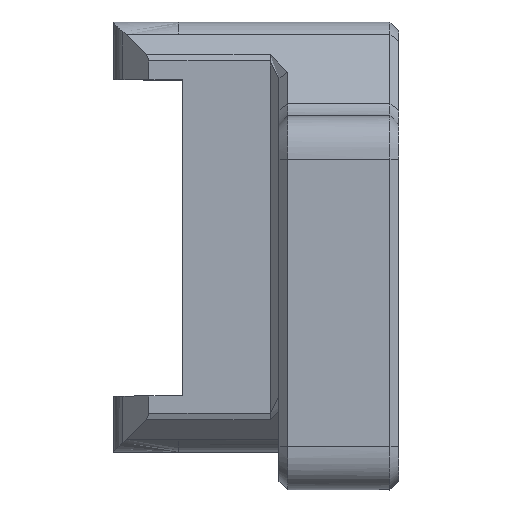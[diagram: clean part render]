
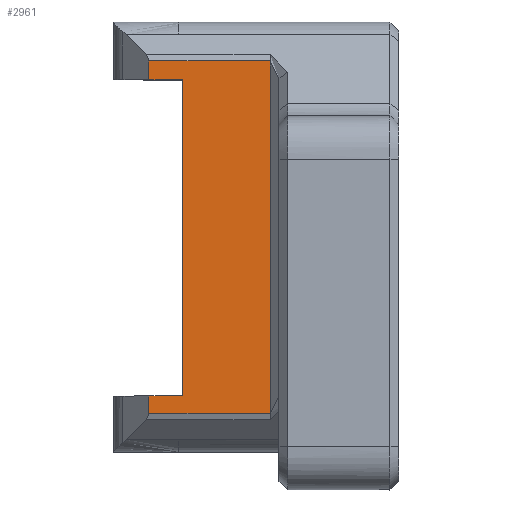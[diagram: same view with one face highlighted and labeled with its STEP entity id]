
A CAD part, top view. The second image highlights one B-rep face of the part: STEP entity #2961.
In plain terms, the highlighted planar face has unit normal (0, 0, 1).
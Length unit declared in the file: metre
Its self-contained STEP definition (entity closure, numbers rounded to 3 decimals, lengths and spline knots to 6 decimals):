
#830=ORIENTED_EDGE('',*,*,#1153,.T.);
#831=ORIENTED_EDGE('',*,*,#1313,.T.);
#832=ORIENTED_EDGE('',*,*,#1351,.T.);
#833=ORIENTED_EDGE('',*,*,#1291,.T.);
#834=ORIENTED_EDGE('',*,*,#1336,.F.);
#835=ORIENTED_EDGE('',*,*,#1310,.F.);
#836=ORIENTED_EDGE('',*,*,#1177,.T.);
#837=ORIENTED_EDGE('',*,*,#1159,.T.);
#1153=EDGE_CURVE('',#1515,#1517,#1798,.T.);
#1159=EDGE_CURVE('',#1521,#1515,#1804,.T.);
#1177=EDGE_CURVE('',#1533,#1521,#1820,.T.);
#1291=EDGE_CURVE('',#1598,#1597,#1906,.T.);
#1310=EDGE_CURVE('',#1533,#1612,#1924,.T.);
#1313=EDGE_CURVE('',#1517,#1614,#1927,.T.);
#1336=EDGE_CURVE('',#1612,#1597,#1944,.T.);
#1351=EDGE_CURVE('',#1614,#1598,#1956,.T.);
#1515=VERTEX_POINT('',#4731);
#1517=VERTEX_POINT('',#4735);
#1521=VERTEX_POINT('',#4749);
#1533=VERTEX_POINT('',#4828);
#1597=VERTEX_POINT('',#5540);
#1598=VERTEX_POINT('',#5542);
#1612=VERTEX_POINT('',#5576);
#1614=VERTEX_POINT('',#5584);
#1798=LINE('',#4736,#2129);
#1804=LINE('',#4751,#2135);
#1820=LINE('',#4830,#2151);
#1906=LINE('',#5541,#2237);
#1924=LINE('',#5579,#2255);
#1927=LINE('',#5585,#2258);
#1944=LINE('',#5629,#2275);
#1956=LINE('',#5653,#2287);
#2129=VECTOR('',#3411,1.);
#2135=VECTOR('',#3419,1.);
#2151=VECTOR('',#3443,1.);
#2237=VECTOR('',#3607,1.);
#2255=VECTOR('',#3635,1.);
#2258=VECTOR('',#3640,1.);
#2275=VECTOR('',#3679,1.);
#2287=VECTOR('',#3707,1.);
#2470=EDGE_LOOP('',(#830,#831,#832,#833,#834,#835,#836,#837));
#2657=FACE_BOUND('',#2470,.T.);
#2801=PLANE('',#3144);
#2961=ADVANCED_FACE('',(#2657),#2801,.T.);
#3144=AXIS2_PLACEMENT_3D('',#5676,#3746,#3747);
#3411=DIRECTION('',(-1.,0.,0.));
#3419=DIRECTION('',(0.,1.,0.));
#3443=DIRECTION('',(1.,0.,0.));
#3607=DIRECTION('',(0.,-1.,0.));
#3635=DIRECTION('',(0.,1.,0.));
#3640=DIRECTION('',(0.,-1.,0.));
#3679=DIRECTION('',(1.,0.,0.));
#3707=DIRECTION('',(1.,0.,0.));
#3746=DIRECTION('',(0.,0.,1.));
#3747=DIRECTION('',(1.,0.,0.));
#4731=CARTESIAN_POINT('',(0.039848,0.220083,0.118113));
#4735=CARTESIAN_POINT('',(0.034264,0.220083,0.118113));
#4736=CARTESIAN_POINT('',(0.039848,0.220083,0.118113));
#4749=CARTESIAN_POINT('',(0.039848,0.203877,0.118113));
#4751=CARTESIAN_POINT('',(0.039848,0.203877,0.118113));
#4828=CARTESIAN_POINT('',(0.034264,0.203877,0.118113));
#4830=CARTESIAN_POINT('',(0.034264,0.203877,0.118113));
#5540=CARTESIAN_POINT('',(0.035822,0.20468,0.118113));
#5541=CARTESIAN_POINT('',(0.035822,0.21923,0.118113));
#5542=CARTESIAN_POINT('',(0.035822,0.21923,0.118113));
#5576=CARTESIAN_POINT('',(0.034264,0.20468,0.118113));
#5579=CARTESIAN_POINT('',(0.034264,0.203877,0.118113));
#5584=CARTESIAN_POINT('',(0.034264,0.21923,0.118113));
#5585=CARTESIAN_POINT('',(0.034264,0.220083,0.118113));
#5629=CARTESIAN_POINT('',(0.034264,0.20468,0.118113));
#5653=CARTESIAN_POINT('',(0.034264,0.21923,0.118113));
#5676=CARTESIAN_POINT('',(0.032632,0.209197,0.118113));
